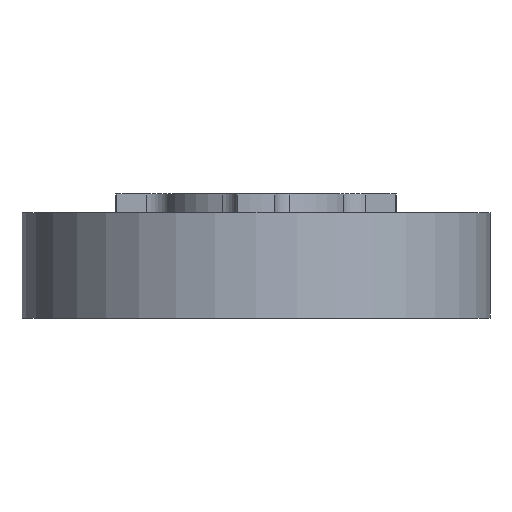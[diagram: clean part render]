
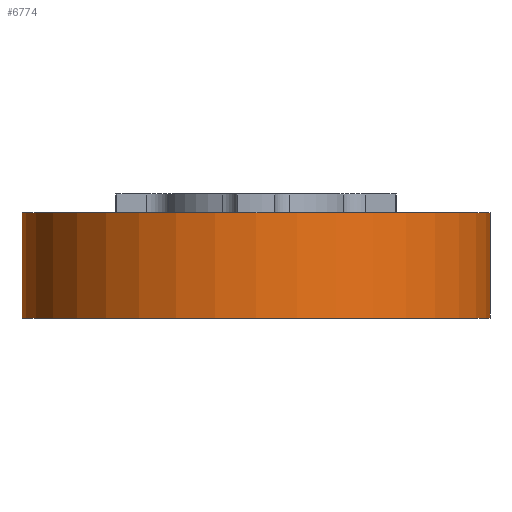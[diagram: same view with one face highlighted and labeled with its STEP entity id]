
A CAD part, front view. The second image highlights one B-rep face of the part: STEP entity #6774.
In plain terms, the highlighted cylindrical face has radius 50 mm (diameter 100 mm), a partial arc.
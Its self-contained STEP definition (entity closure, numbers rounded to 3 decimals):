
#698 = ORIENTED_EDGE ( 'NONE', *, *, #15795, .F. ) ;
#839 = DIRECTION ( 'NONE',  ( 0., 0., -1. ) ) ;
#1838 = DIRECTION ( 'NONE',  ( 0., 0., -1. ) ) ;
#2321 = VERTEX_POINT ( 'NONE', #5803 ) ;
#2445 = EDGE_CURVE ( 'NONE', #17880, #13829, #16068, .T. ) ;
#2581 = CARTESIAN_POINT ( 'NONE',  ( 50., 0., -18.5 ) ) ;
#3246 = DIRECTION ( 'NONE',  ( -1., 0., 0. ) ) ;
#3284 = EDGE_CURVE ( 'NONE', #11400, #2321, #10568, .T. ) ;
#4770 = CARTESIAN_POINT ( 'NONE',  ( 50., 0., 4. ) ) ;
#5002 = CARTESIAN_POINT ( 'NONE',  ( -50., 0., 4. ) ) ;
#5063 = DIRECTION ( 'NONE',  ( -1., 0., 0. ) ) ;
#5459 = DIRECTION ( 'NONE',  ( 1., 0., 0. ) ) ;
#5803 = CARTESIAN_POINT ( 'NONE',  ( 50., 0., 4. ) ) ;
#6774 = ADVANCED_FACE ( 'NONE', ( #9057 ), #14309, .T. ) ;
#8803 = AXIS2_PLACEMENT_3D ( 'NONE', #15697, #1838, #3246 ) ;
#9057 = FACE_OUTER_BOUND ( 'NONE', #12213, .T. ) ;
#9194 = EDGE_CURVE ( 'NONE', #11400, #13829, #10941, .T. ) ;
#10165 = LINE ( 'NONE', #4770, #17191 ) ;
#10568 = CIRCLE ( 'NONE', #11546, 50. ) ;
#10941 = LINE ( 'NONE', #13031, #11597 ) ;
#11034 = DIRECTION ( 'NONE',  ( 0., 0., 1. ) ) ;
#11400 = VERTEX_POINT ( 'NONE', #5002 ) ;
#11546 = AXIS2_PLACEMENT_3D ( 'NONE', #12822, #11034, #5459 ) ;
#11597 = VECTOR ( 'NONE', #14819, 1000. ) ;
#11732 = CARTESIAN_POINT ( 'NONE',  ( 0., 0., -18.5 ) ) ;
#12061 = ORIENTED_EDGE ( 'NONE', *, *, #3284, .F. ) ;
#12213 = EDGE_LOOP ( 'NONE', ( #698, #12061, #17723, #13940 ) ) ;
#12596 = AXIS2_PLACEMENT_3D ( 'NONE', #11732, #839, #5063 ) ;
#12822 = CARTESIAN_POINT ( 'NONE',  ( 0., 0., 4. ) ) ;
#13031 = CARTESIAN_POINT ( 'NONE',  ( -50., 0., 4. ) ) ;
#13829 = VERTEX_POINT ( 'NONE', #14178 ) ;
#13940 = ORIENTED_EDGE ( 'NONE', *, *, #2445, .F. ) ;
#14178 = CARTESIAN_POINT ( 'NONE',  ( -50., 0., -18.5 ) ) ;
#14309 = CYLINDRICAL_SURFACE ( 'NONE', #8803, 50. ) ;
#14705 = DIRECTION ( 'NONE',  ( 0., 0., -1. ) ) ;
#14819 = DIRECTION ( 'NONE',  ( 0., 0., -1. ) ) ;
#15697 = CARTESIAN_POINT ( 'NONE',  ( 0., 0., 4. ) ) ;
#15795 = EDGE_CURVE ( 'NONE', #2321, #17880, #10165, .T. ) ;
#16068 = CIRCLE ( 'NONE', #12596, 50. ) ;
#17191 = VECTOR ( 'NONE', #14705, 1000. ) ;
#17723 = ORIENTED_EDGE ( 'NONE', *, *, #9194, .T. ) ;
#17880 = VERTEX_POINT ( 'NONE', #2581 ) ;
